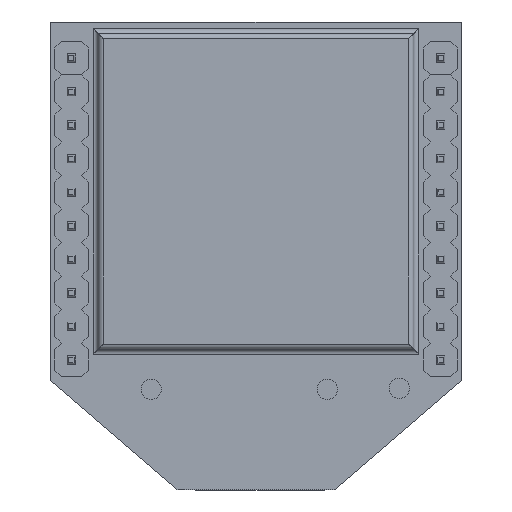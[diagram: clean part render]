
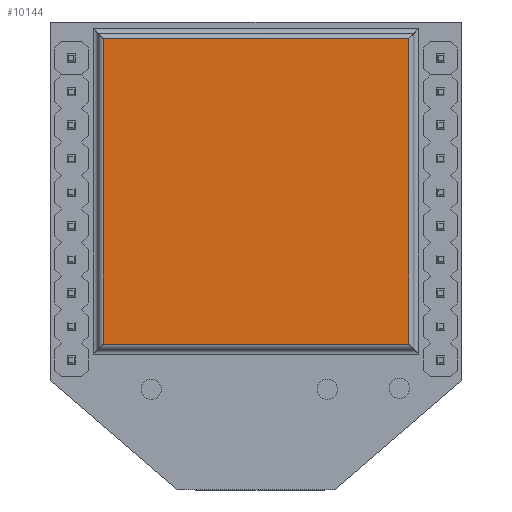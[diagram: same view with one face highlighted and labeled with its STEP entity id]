
A CAD part, front view. The second image highlights one B-rep face of the part: STEP entity #10144.
In plain terms, the highlighted planar face has unit normal (0, -1, 0).
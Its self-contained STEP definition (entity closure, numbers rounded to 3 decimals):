
#193 = CARTESIAN_POINT ( 'NONE',  ( 9.1, -2.1, 9.685 ) ) ;
#244 = EDGE_CURVE ( 'NONE', #9307, #10884, #1140, .T. ) ;
#516 = VECTOR ( 'NONE', #4598, 1000. ) ;
#981 = LINE ( 'NONE', #1748, #516 ) ;
#1055 = CARTESIAN_POINT ( 'NONE',  ( -9.4, -2.1, -8.815 ) ) ;
#1140 = LINE ( 'NONE', #4435, #1180 ) ;
#1180 = VECTOR ( 'NONE', #2338, 1000. ) ;
#1748 = CARTESIAN_POINT ( 'NONE',  ( 9.1, -2.1, -8.815 ) ) ;
#1763 = FACE_OUTER_BOUND ( 'NONE', #8533, .T. ) ;
#1991 = PLANE ( 'NONE',  #11033 ) ;
#2037 = CARTESIAN_POINT ( 'NONE',  ( -9.4, -2.1, 9.685 ) ) ;
#2338 = DIRECTION ( 'NONE',  ( -1., 0., 0. ) ) ;
#2495 = EDGE_CURVE ( 'NONE', #6403, #7136, #9486, .T. ) ;
#2955 = DIRECTION ( 'NONE',  ( 0., -1., 0. ) ) ;
#4435 = CARTESIAN_POINT ( 'NONE',  ( -9.4, -2.1, -8.515 ) ) ;
#4513 = EDGE_CURVE ( 'NONE', #7136, #9307, #981, .T. ) ;
#4598 = DIRECTION ( 'NONE',  ( 0., 0., -1. ) ) ;
#5587 = CARTESIAN_POINT ( 'NONE',  ( -9.1, -2.1, -8.815 ) ) ;
#6350 = VECTOR ( 'NONE', #6593, 1000. ) ;
#6403 = VERTEX_POINT ( 'NONE', #7534 ) ;
#6416 = LINE ( 'NONE', #5587, #6350 ) ;
#6495 = ORIENTED_EDGE ( 'NONE', *, *, #244, .F. ) ;
#6593 = DIRECTION ( 'NONE',  ( 0., 0., 1. ) ) ;
#6618 = ORIENTED_EDGE ( 'NONE', *, *, #4513, .F. ) ;
#6770 = ORIENTED_EDGE ( 'NONE', *, *, #2495, .F. ) ;
#7136 = VERTEX_POINT ( 'NONE', #193 ) ;
#7246 = CARTESIAN_POINT ( 'NONE',  ( 9.1, -2.1, -8.515 ) ) ;
#7534 = CARTESIAN_POINT ( 'NONE',  ( -9.1, -2.1, 9.685 ) ) ;
#7545 = EDGE_CURVE ( 'NONE', #10884, #6403, #6416, .T. ) ;
#8533 = EDGE_LOOP ( 'NONE', ( #6495, #6618, #6770, #8942 ) ) ;
#8876 = DIRECTION ( 'NONE',  ( 1., 0., 0. ) ) ;
#8942 = ORIENTED_EDGE ( 'NONE', *, *, #7545, .F. ) ;
#9307 = VERTEX_POINT ( 'NONE', #7246 ) ;
#9486 = LINE ( 'NONE', #2037, #10521 ) ;
#9794 = DIRECTION ( 'NONE',  ( 0., 0., -1. ) ) ;
#10144 = ADVANCED_FACE ( 'NONE', ( #1763 ), #1991, .T. ) ;
#10521 = VECTOR ( 'NONE', #8876, 1000. ) ;
#10884 = VERTEX_POINT ( 'NONE', #11685 ) ;
#11033 = AXIS2_PLACEMENT_3D ( 'NONE', #1055, #2955, #9794 ) ;
#11685 = CARTESIAN_POINT ( 'NONE',  ( -9.1, -2.1, -8.515 ) ) ;
